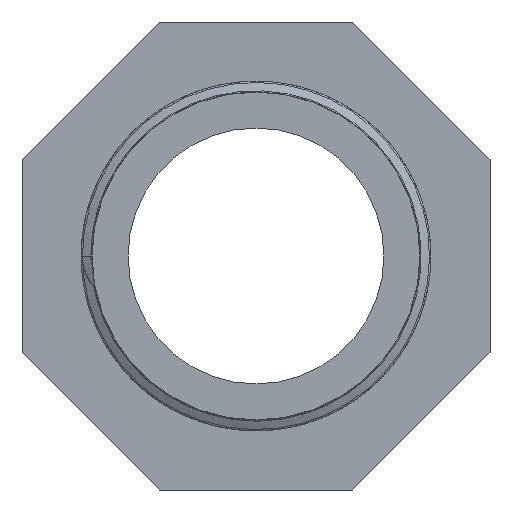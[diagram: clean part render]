
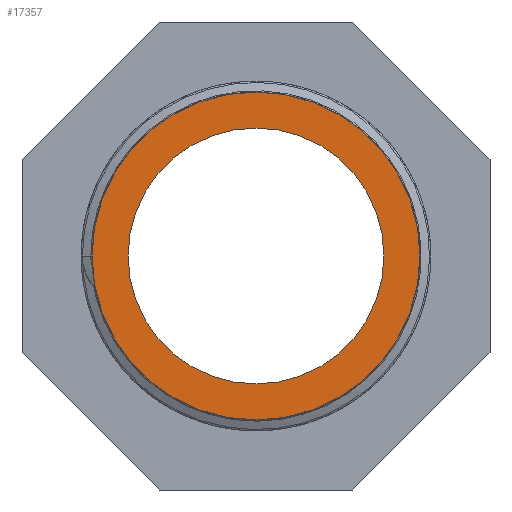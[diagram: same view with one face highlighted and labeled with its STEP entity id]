
A CAD part, left-side view. The second image highlights one B-rep face of the part: STEP entity #17357.
In plain terms, the highlighted planar face has unit normal (-1, 0, 0).
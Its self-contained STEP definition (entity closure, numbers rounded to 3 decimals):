
#18 = CIRCLE ( 'NONE', #30, 17.5 ) ;
#30 = AXIS2_PLACEMENT_3D ( 'NONE', #1441, #1442, #1443 ) ;
#1441 = CARTESIAN_POINT ( 'NONE',  ( 0., 0., 0. ) ) ;
#1442 = DIRECTION ( 'NONE',  ( -1., 0., 0. ) ) ;
#1443 = DIRECTION ( 'NONE',  ( 0., 0., 1. ) ) ;
#2491 = AXIS2_PLACEMENT_3D ( 'NONE', #3989, #4004, #4005 ) ;
#2524 = CIRCLE ( 'NONE', #2526, 17.5 ) ;
#2526 = AXIS2_PLACEMENT_3D ( 'NONE', #19816, #19817, #19818 ) ;
#2570 = CIRCLE ( 'NONE', #2583, 22.422 ) ;
#2583 = AXIS2_PLACEMENT_3D ( 'NONE', #18449, #18450, #18451 ) ;
#3989 = CARTESIAN_POINT ( 'NONE',  ( 0., 17.5, 0. ) ) ;
#4000 = FACE_BOUND ( 'NONE', #16946, .T. ) ;
#4001 = FACE_OUTER_BOUND ( 'NONE', #16944, .T. ) ;
#4002 = PLANE ( 'NONE',  #2491 ) ;
#4004 = DIRECTION ( 'NONE',  ( 1., 0., 0. ) ) ;
#4005 = DIRECTION ( 'NONE',  ( 0., 0., -1. ) ) ;
#4337 = CARTESIAN_POINT ( 'NONE',  ( 0., 0., 0. ) ) ;
#4338 = DIRECTION ( 'NONE',  ( -1., 0., 0. ) ) ;
#4339 = DIRECTION ( 'NONE',  ( 0., 0., 1. ) ) ;
#5115 = CARTESIAN_POINT ( 'NONE',  ( 0., 0., 17.5 ) ) ;
#5140 = CARTESIAN_POINT ( 'NONE',  ( 0., 0., -17.5 ) ) ;
#5225 = CARTESIAN_POINT ( 'NONE',  ( 0., 0., -22.422 ) ) ;
#5226 = CARTESIAN_POINT ( 'NONE',  ( 0., 0., 22.422 ) ) ;
#13504 = EDGE_CURVE ( 'NONE', #16172, #16173, #15252, .T. ) ;
#13534 = EDGE_CURVE ( 'NONE', #16059, #16084, #18, .T. ) ;
#15252 = CIRCLE ( 'NONE', #15256, 22.422 ) ;
#15256 = AXIS2_PLACEMENT_3D ( 'NONE', #4337, #4338, #4339 ) ;
#15969 = ORIENTED_EDGE ( 'NONE', *, *, #13504, .T. ) ;
#15970 = ORIENTED_EDGE ( 'NONE', *, *, #17526, .T. ) ;
#15971 = ORIENTED_EDGE ( 'NONE', *, *, #17401, .F. ) ;
#15972 = ORIENTED_EDGE ( 'NONE', *, *, #13534, .F. ) ;
#16059 = VERTEX_POINT ( 'NONE', #5115 ) ;
#16084 = VERTEX_POINT ( 'NONE', #5140 ) ;
#16172 = VERTEX_POINT ( 'NONE', #5225 ) ;
#16173 = VERTEX_POINT ( 'NONE', #5226 ) ;
#16944 = EDGE_LOOP ( 'NONE', ( #15970, #15969 ) ) ;
#16946 = EDGE_LOOP ( 'NONE', ( #15972, #15971 ) ) ;
#17357 = ADVANCED_FACE ( 'NONE', ( #4000, #4001 ), #4002, .F. ) ;
#17401 = EDGE_CURVE ( 'NONE', #16084, #16059, #2524, .T. ) ;
#17526 = EDGE_CURVE ( 'NONE', #16173, #16172, #2570, .T. ) ;
#18449 = CARTESIAN_POINT ( 'NONE',  ( 0., 0., 0. ) ) ;
#18450 = DIRECTION ( 'NONE',  ( -1., 0., 0. ) ) ;
#18451 = DIRECTION ( 'NONE',  ( 0., 0., 1. ) ) ;
#19816 = CARTESIAN_POINT ( 'NONE',  ( 0., 0., 0. ) ) ;
#19817 = DIRECTION ( 'NONE',  ( -1., 0., 0. ) ) ;
#19818 = DIRECTION ( 'NONE',  ( 0., 0., 1. ) ) ;
